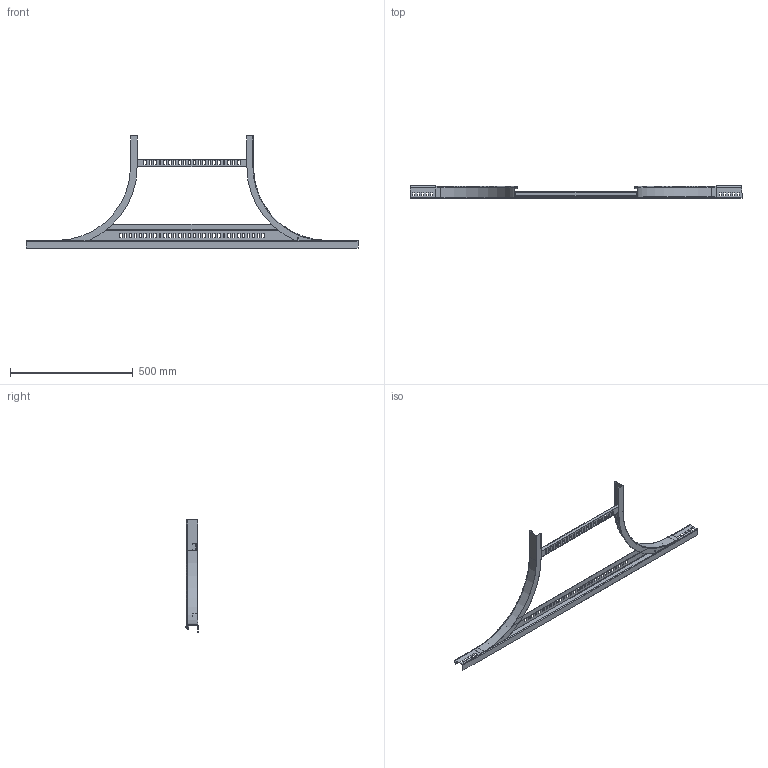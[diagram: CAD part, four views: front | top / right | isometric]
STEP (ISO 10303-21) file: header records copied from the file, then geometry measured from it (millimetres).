
FILE_DESCRIPTION (( 'STEP AP214' ), '1' );
FILE_NAME ('6225836.stp', '2017-03-24T12:55:47', ( '' ), ( '' ), 'SwSTEP 2.0', 'SolidWorks 2016', '' );
FILE_SCHEMA (( 'AUTOMOTIVE_DESIGN' ));
Length unit declared in the file: millimetre
Products named in the file (5): 079986_L=0492; 087887_Innenholm 45xR300 re; 6225836; 087887_Innenholm 45xR300 li; 087888_St》zprofil f〉 R300 NB500
Assembly tree (4 placements, depth 2):
  6225836
    087887_Innenholm 45xR300 re
    079986_L=0492
    087888_St》zprofil f〉 R300 NB500
    087887_Innenholm 45xR300 li
Bounding box: 1350 x 50 x 456.2 mm (x, y, z)
Volume: 451242.5 mm3; surface area: 558119.5 mm2
Topology: 4 solids, 4 shells, 411 faces, 1162 edges, 759 vertices
Faces by surface type: plane 316, cylinder 83, bspline 12
Entity records: 19081 total; most frequent: CARTESIAN_POINT 3413, ORIENTED_EDGE 2324, DIRECTION 2112, EDGE_CURVE 1162, VECTOR 992, LINE 992, VERTEX_POINT 759, AXIS2_PLACEMENT_3D 560
